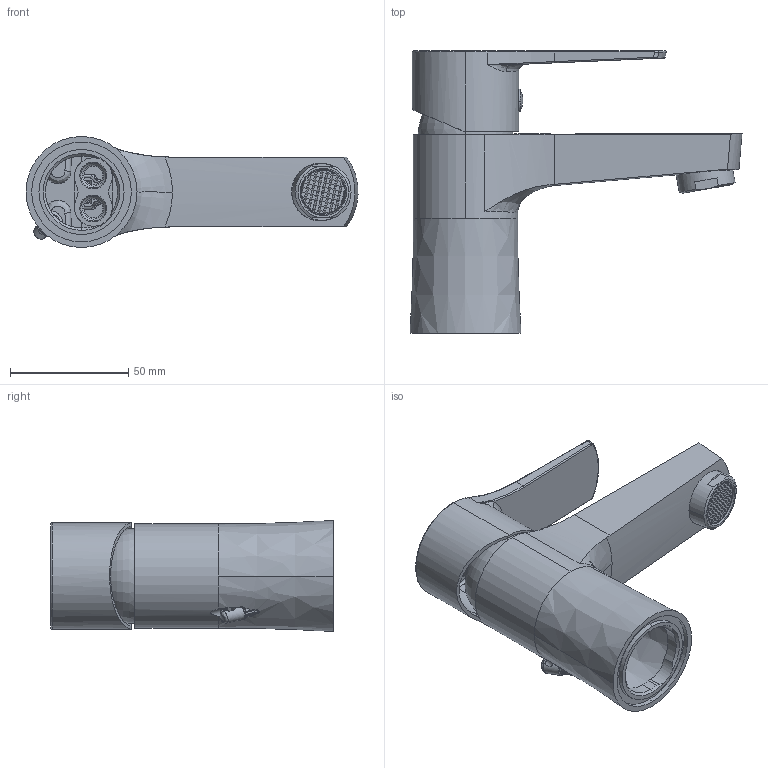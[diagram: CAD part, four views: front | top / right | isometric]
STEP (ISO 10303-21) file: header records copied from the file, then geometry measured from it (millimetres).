
FILE_DESCRIPTION (( 'STEP AP203' ), '1' );
FILE_NAME ('STEP18A305351.STEP', '2021-10-04T09:47:37', ( '' ), ( '' ), 'SwSTEP 2.0', 'SolidWorks 2021', '' );
FILE_SCHEMA (( 'CONFIG_CONTROL_DESIGN' ));
Length unit declared in the file: millimetre
Products named in the file (1): STEP18A305351
Bounding box: 140.57 x 119.51 x 47 mm (x, y, z)
Volume: 90480 mm3; surface area: 72712 mm2
Topology: 7 solids, 7 shells, 1396 faces, 3792 edges, 2453 vertices
Faces by surface type: plane 943, cylinder 228, bspline 160, cone 40, torus 21, sphere 4
Entity records: 51967 total; most frequent: CARTESIAN_POINT 17889, ORIENTED_EDGE 7566, DIRECTION 6220, EDGE_CURVE 3783, VECTOR 2722, LINE 2722, VERTEX_POINT 2453, AXIS2_PLACEMENT_3D 1749
